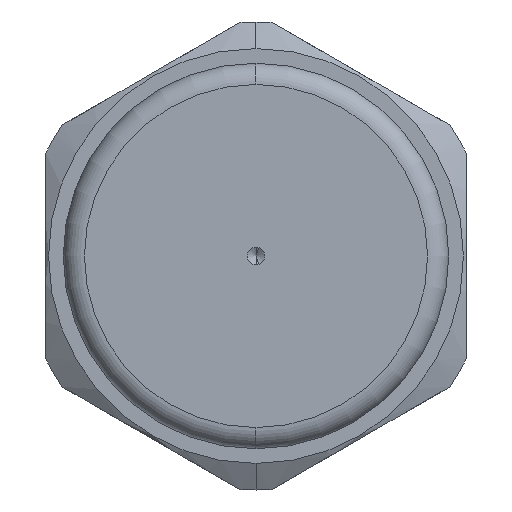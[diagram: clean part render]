
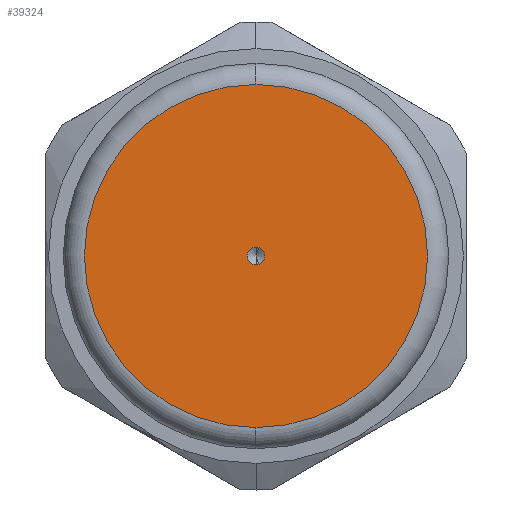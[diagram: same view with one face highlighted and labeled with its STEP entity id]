
A CAD part, left-side view. The second image highlights one B-rep face of the part: STEP entity #39324.
In plain terms, the highlighted planar face has unit normal (-1, 0, 0).
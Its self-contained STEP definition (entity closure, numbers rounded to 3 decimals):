
#349 = PLANE ( 'NONE',  #38272 ) ;
#2808 = DIRECTION ( 'NONE',  ( 0., 0., -1. ) ) ;
#3242 = CARTESIAN_POINT ( 'NONE',  ( -23., 0., -11.658 ) ) ;
#3254 = DIRECTION ( 'NONE',  ( 0., 0., -1. ) ) ;
#3524 = VERTEX_POINT ( 'NONE', #3242 ) ;
#3687 = AXIS2_PLACEMENT_3D ( 'NONE', #36665, #40918, #3254 ) ;
#6006 = VERTEX_POINT ( 'NONE', #32093 ) ;
#6112 = AXIS2_PLACEMENT_3D ( 'NONE', #16661, #30122, #46921 ) ;
#6266 = ORIENTED_EDGE ( 'NONE', *, *, #25567, .T. ) ;
#7307 = AXIS2_PLACEMENT_3D ( 'NONE', #7477, #54170, #15798 ) ;
#7477 = CARTESIAN_POINT ( 'NONE',  ( -23., 0., 0. ) ) ;
#8501 = CIRCLE ( 'NONE', #7307, 0.6 ) ;
#9925 = ORIENTED_EDGE ( 'NONE', *, *, #46321, .T. ) ;
#15798 = DIRECTION ( 'NONE',  ( 0., 0., -1. ) ) ;
#16661 = CARTESIAN_POINT ( 'NONE',  ( -23., 0., 0. ) ) ;
#18292 = CIRCLE ( 'NONE', #3687, 11.658 ) ;
#20877 = ORIENTED_EDGE ( 'NONE', *, *, #44122, .F. ) ;
#21026 = CARTESIAN_POINT ( 'NONE',  ( -23., 0., -0.6 ) ) ;
#21420 = VERTEX_POINT ( 'NONE', #21026 ) ;
#22154 = DIRECTION ( 'NONE',  ( -1., 0., 0. ) ) ;
#22479 = FACE_OUTER_BOUND ( 'NONE', #46169, .T. ) ;
#23157 = CARTESIAN_POINT ( 'NONE',  ( -23., 0., 0. ) ) ;
#25567 = EDGE_CURVE ( 'NONE', #21420, #6006, #8501, .T. ) ;
#30122 = DIRECTION ( 'NONE',  ( 1., 0., 0. ) ) ;
#32093 = CARTESIAN_POINT ( 'NONE',  ( -23., 0., 0.6 ) ) ;
#34662 = ORIENTED_EDGE ( 'NONE', *, *, #38192, .F. ) ;
#36665 = CARTESIAN_POINT ( 'NONE',  ( -23., 0., 0. ) ) ;
#37213 = VERTEX_POINT ( 'NONE', #54074 ) ;
#38192 = EDGE_CURVE ( 'NONE', #37213, #3524, #47623, .T. ) ;
#38272 = AXIS2_PLACEMENT_3D ( 'NONE', #47619, #22154, #43195 ) ;
#38918 = EDGE_LOOP ( 'NONE', ( #6266, #9925 ) ) ;
#39324 = ADVANCED_FACE ( 'NONE', ( #45614, #22479 ), #349, .T. ) ;
#40877 = AXIS2_PLACEMENT_3D ( 'NONE', #23157, #53212, #2808 ) ;
#40918 = DIRECTION ( 'NONE',  ( 1., 0., 0. ) ) ;
#43195 = DIRECTION ( 'NONE',  ( 0., 0., 1. ) ) ;
#44122 = EDGE_CURVE ( 'NONE', #3524, #37213, #18292, .T. ) ;
#45614 = FACE_BOUND ( 'NONE', #38918, .T. ) ;
#46169 = EDGE_LOOP ( 'NONE', ( #20877, #34662 ) ) ;
#46321 = EDGE_CURVE ( 'NONE', #6006, #21420, #54519, .T. ) ;
#46921 = DIRECTION ( 'NONE',  ( 0., 0., -1. ) ) ;
#47619 = CARTESIAN_POINT ( 'NONE',  ( -23., 0., -0.6 ) ) ;
#47623 = CIRCLE ( 'NONE', #6112, 11.658 ) ;
#53212 = DIRECTION ( 'NONE',  ( 1., 0., 0. ) ) ;
#54074 = CARTESIAN_POINT ( 'NONE',  ( -23., 0., 11.658 ) ) ;
#54170 = DIRECTION ( 'NONE',  ( 1., 0., 0. ) ) ;
#54519 = CIRCLE ( 'NONE', #40877, 0.6 ) ;
